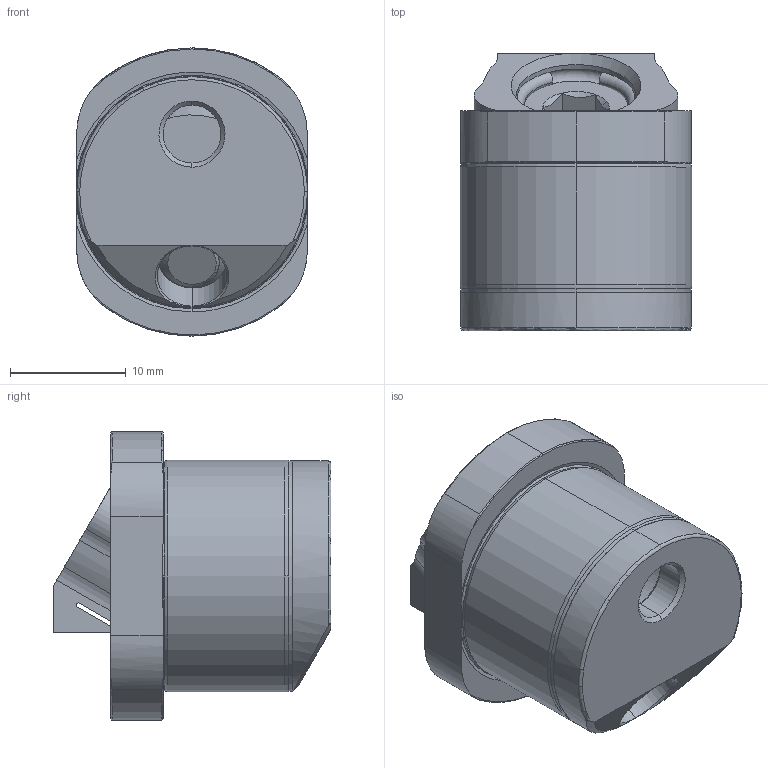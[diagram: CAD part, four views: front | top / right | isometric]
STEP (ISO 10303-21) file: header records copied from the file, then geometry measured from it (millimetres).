
FILE_DESCRIPTION (( 'STEP AP214' ), '1' );
FILE_NAME ('28314.STEP', '2019-05-24T15:32:49', ( 'Mike W' ), ( '' ), 'SwSTEP 2.0', 'SolidWorks 2018', '' );
FILE_SCHEMA (( 'AUTOMOTIVE_DESIGN' ));
Length unit declared in the file: inch
Products named in the file (6): 284202_284202; 28314; 28420_28420; 28480; M612MM SHCS_M612MM SHCS ; 284801_284801
Assembly tree (5 placements, depth 3):
  28314
    28420_28420
    28480
      284202_284202
      284801_284801
      M612MM SHCS_M612MM SHCS 
Bounding box: 19.99 x 24 x 24.9 mm (x, y, z)
Volume: 5549.4 mm3; surface area: 5067.4 mm2
Topology: 4 solids, 4 shells, 243 faces, 623 edges, 390 vertices
Faces by surface type: cylinder 107, plane 47, cone 42, torus 25, bspline 22
Entity records: 11473 total; most frequent: CARTESIAN_POINT 5908, ORIENTED_EDGE 1246, DIRECTION 966, EDGE_CURVE 623, VERTEX_POINT 390, AXIS2_PLACEMENT_3D 372, EDGE_LOOP 251, ADVANCED_FACE 243
